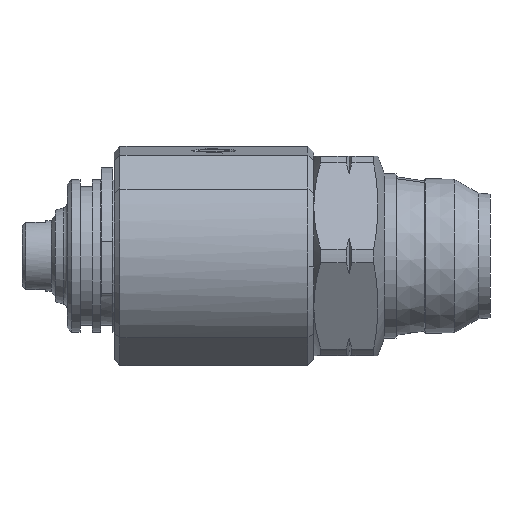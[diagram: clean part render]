
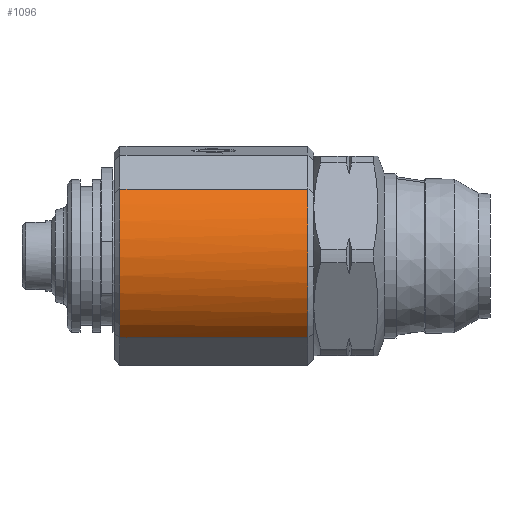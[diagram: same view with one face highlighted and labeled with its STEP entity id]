
A CAD part, left-side view. The second image highlights one B-rep face of the part: STEP entity #1096.
In plain terms, the highlighted cylindrical face has radius 9 mm (diameter 18 mm), a partial arc.
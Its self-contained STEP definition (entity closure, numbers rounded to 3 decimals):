
#60 = AXIS2_PLACEMENT_3D ( 'NONE', #5106, #5121, #5110 ) ;
#1096 = ADVANCED_FACE ( 'NONE', ( #6634 ), #6643, .T. ) ;
#1352 = LINE ( 'NONE', #8297, #1355 ) ;
#1354 = CIRCLE ( 'NONE', #2186, 9. ) ;
#1355 = VECTOR ( 'NONE', #8295, 1000. ) ;
#1356 = CIRCLE ( 'NONE', #2185, 9. ) ;
#1358 = LINE ( 'NONE', #8296, #1360 ) ;
#1360 = VECTOR ( 'NONE', #8303, 1000. ) ;
#1390 = CIRCLE ( 'NONE', #2195, 9. ) ;
#1767 = EDGE_CURVE ( 'NONE', #6546, #3825, #1352, .T. ) ;
#1769 = EDGE_CURVE ( 'NONE', #3827, #6554, #1356, .T. ) ;
#1770 = EDGE_CURVE ( 'NONE', #6547, #6554, #1358, .T. ) ;
#1771 = EDGE_CURVE ( 'NONE', #6547, #6546, #1354, .T. ) ;
#1793 = EDGE_CURVE ( 'NONE', #3825, #3827, #1390, .T. ) ;
#2185 = AXIS2_PLACEMENT_3D ( 'NONE', #8291, #8290, #8289 ) ;
#2186 = AXIS2_PLACEMENT_3D ( 'NONE', #8286, #8285, #8284 ) ;
#2195 = AXIS2_PLACEMENT_3D ( 'NONE', #8208, #8207, #8206 ) ;
#2903 = ORIENTED_EDGE ( 'NONE', *, *, #1767, .T. ) ;
#2904 = ORIENTED_EDGE ( 'NONE', *, *, #1793, .T. ) ;
#2905 = ORIENTED_EDGE ( 'NONE', *, *, #1769, .T. ) ;
#2906 = ORIENTED_EDGE ( 'NONE', *, *, #1770, .F. ) ;
#2907 = ORIENTED_EDGE ( 'NONE', *, *, #1771, .T. ) ;
#3825 = VERTEX_POINT ( 'NONE', #5817 ) ;
#3827 = VERTEX_POINT ( 'NONE', #5819 ) ;
#5106 = CARTESIAN_POINT ( 'NONE',  ( 0., 33., 0. ) ) ;
#5110 = DIRECTION ( 'NONE',  ( 0.995, 0., 0.099 ) ) ;
#5121 = DIRECTION ( 'NONE',  ( 0., -1., 0. ) ) ;
#5817 = CARTESIAN_POINT ( 'NONE',  ( -5.7, 15.5, -6.965 ) ) ;
#5819 = CARTESIAN_POINT ( 'NONE',  ( -8.955, 15.5, -0.894 ) ) ;
#6546 = VERTEX_POINT ( 'NONE', #7929 ) ;
#6547 = VERTEX_POINT ( 'NONE', #7930 ) ;
#6554 = VERTEX_POINT ( 'NONE', #7937 ) ;
#6634 = FACE_OUTER_BOUND ( 'NONE', #8100, .T. ) ;
#6643 = CYLINDRICAL_SURFACE ( 'NONE', #60, 9. ) ;
#7929 = CARTESIAN_POINT ( 'NONE',  ( -5.7, 31.5, -6.965 ) ) ;
#7930 = CARTESIAN_POINT ( 'NONE',  ( -6.965, 31.5, 5.7 ) ) ;
#7937 = CARTESIAN_POINT ( 'NONE',  ( -6.965, 15.5, 5.7 ) ) ;
#8100 = EDGE_LOOP ( 'NONE', ( #2903, #2904, #2905, #2906, #2907 ) ) ;
#8206 = DIRECTION ( 'NONE',  ( -0.995, 0., -0.099 ) ) ;
#8207 = DIRECTION ( 'NONE',  ( 0., 1., 0. ) ) ;
#8208 = CARTESIAN_POINT ( 'NONE',  ( 0., 15.5, 0. ) ) ;
#8284 = DIRECTION ( 'NONE',  ( 0.995, 0., 0.099 ) ) ;
#8285 = DIRECTION ( 'NONE',  ( 0., -1., 0. ) ) ;
#8286 = CARTESIAN_POINT ( 'NONE',  ( 0., 31.5, 0. ) ) ;
#8289 = DIRECTION ( 'NONE',  ( -0.995, 0., -0.099 ) ) ;
#8290 = DIRECTION ( 'NONE',  ( 0., 1., 0. ) ) ;
#8291 = CARTESIAN_POINT ( 'NONE',  ( 0., 15.5, 0. ) ) ;
#8295 = DIRECTION ( 'NONE',  ( 0., -1., 0. ) ) ;
#8296 = CARTESIAN_POINT ( 'NONE',  ( -6.965, 33., 5.7 ) ) ;
#8297 = CARTESIAN_POINT ( 'NONE',  ( -5.7, 33., -6.965 ) ) ;
#8303 = DIRECTION ( 'NONE',  ( 0., -1., 0. ) ) ;
